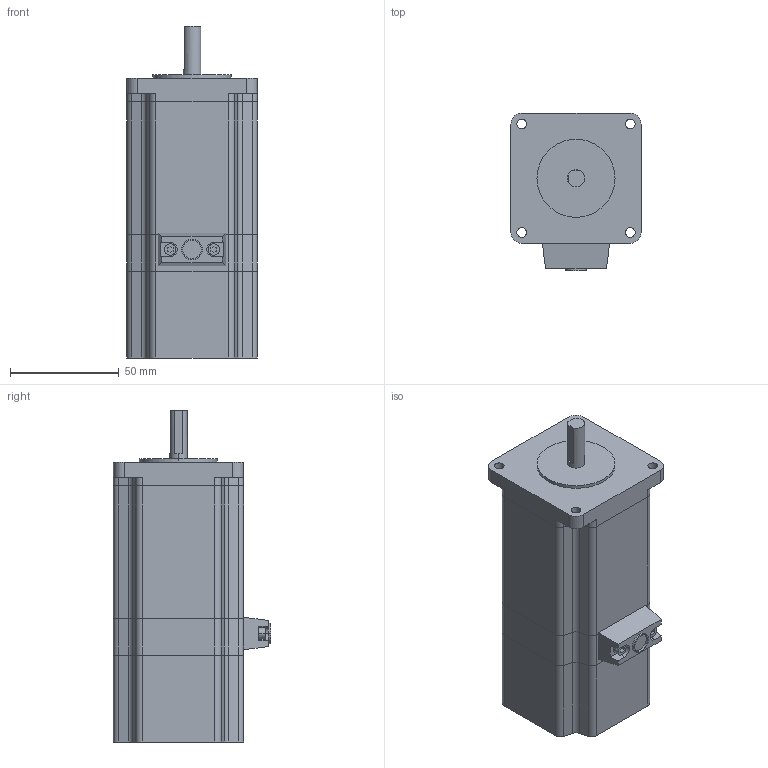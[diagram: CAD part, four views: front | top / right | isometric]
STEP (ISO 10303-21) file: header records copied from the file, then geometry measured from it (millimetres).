
FILE_DESCRIPTION (( 'STEP AP214' ), '1' );
FILE_NAME ('PCE5691ACM.STEP', '2015-01-19T07:05:41', ( 'j' ), ( '' ), 'SwSTEP 2.0', 'SolidWorks 2011', '' );
FILE_SCHEMA (( 'AUTOMOTIVE_DESIGN' ));
Length unit declared in the file: millimetre
Products named in the file (1): PCE5691ACM
Bounding box: 60 x 72.5 x 153 mm (x, y, z)
Volume: 425277.1 mm3; surface area: 58274.6 mm2
Topology: 5 solids, 5 shells, 202 faces, 525 edges, 350 vertices
Faces by surface type: plane 109, cylinder 93
Entity records: 6329 total; most frequent: DIRECTION 1125, CARTESIAN_POINT 1078, ORIENTED_EDGE 1050, EDGE_CURVE 525, AXIS2_PLACEMENT_3D 397, VERTEX_POINT 350, VECTOR 331, LINE 331
